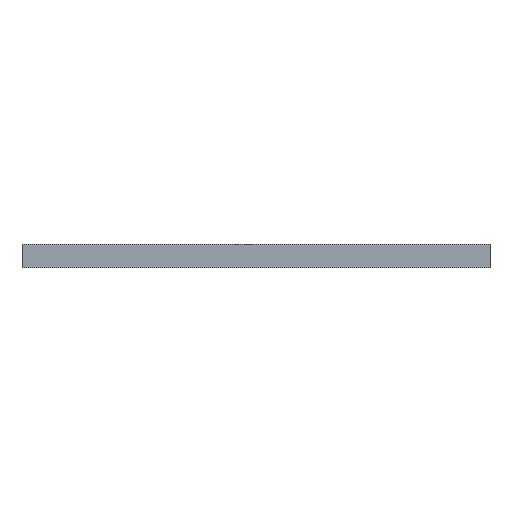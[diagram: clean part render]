
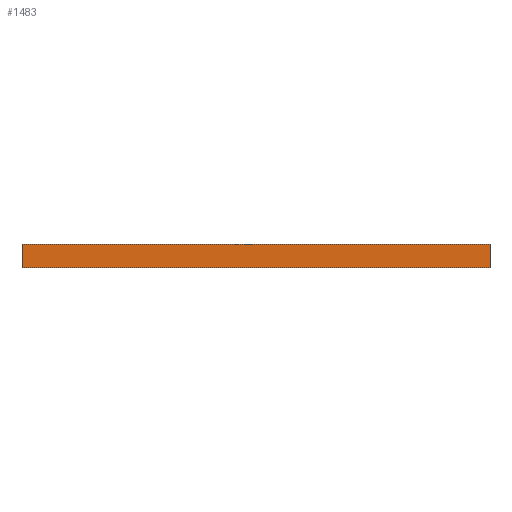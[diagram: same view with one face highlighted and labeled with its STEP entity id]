
A CAD part, front view. The second image highlights one B-rep face of the part: STEP entity #1483.
In plain terms, the highlighted planar face has unit normal (0, -1, 0).
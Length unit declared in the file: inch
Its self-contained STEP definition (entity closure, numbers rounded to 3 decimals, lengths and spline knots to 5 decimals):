
#185 = LINE ( 'NONE', #6191, #1427 ) ;
#204 = LINE ( 'NONE', #2762, #5690 ) ;
#436 = EDGE_LOOP ( 'NONE', ( #2079, #1822, #3608, #1617 ) ) ;
#453 = EDGE_CURVE ( 'NONE', #1497, #3109, #185, .T. ) ;
#798 = DIRECTION ( 'NONE',  ( 1., 0., 0. ) ) ;
#887 = CARTESIAN_POINT ( 'NONE',  ( -0.59055, -0.59055, -0.03937 ) ) ;
#1043 = CARTESIAN_POINT ( 'NONE',  ( 0.59055, -0.59055, -0.03937 ) ) ;
#1399 = DIRECTION ( 'NONE',  ( 1., 0., 0. ) ) ;
#1427 = VECTOR ( 'NONE', #3743, 39.37008 ) ;
#1483 = ADVANCED_FACE ( 'NONE', ( #4864 ), #2277, .T. ) ;
#1497 = VERTEX_POINT ( 'NONE', #6147 ) ;
#1563 = CARTESIAN_POINT ( 'NONE',  ( -0.59055, -0.59055, -0.03937 ) ) ;
#1617 = ORIENTED_EDGE ( 'NONE', *, *, #453, .F. ) ;
#1637 = AXIS2_PLACEMENT_3D ( 'NONE', #4201, #1794, #798 ) ;
#1794 = DIRECTION ( 'NONE',  ( 0., -1., 0. ) ) ;
#1822 = ORIENTED_EDGE ( 'NONE', *, *, #5791, .T. ) ;
#1843 = DIRECTION ( 'NONE',  ( 0., 0., 1. ) ) ;
#2079 = ORIENTED_EDGE ( 'NONE', *, *, #3352, .F. ) ;
#2277 = PLANE ( 'NONE',  #1637 ) ;
#2762 = CARTESIAN_POINT ( 'NONE',  ( 0.59055, -0.59055, 0. ) ) ;
#3109 = VERTEX_POINT ( 'NONE', #3594 ) ;
#3352 = EDGE_CURVE ( 'NONE', #3508, #1497, #5874, .T. ) ;
#3508 = VERTEX_POINT ( 'NONE', #1563 ) ;
#3594 = CARTESIAN_POINT ( 'NONE',  ( 0.59055, -0.59055, 0.01969 ) ) ;
#3608 = ORIENTED_EDGE ( 'NONE', *, *, #4274, .T. ) ;
#3677 = CARTESIAN_POINT ( 'NONE',  ( -0.59055, -0.59055, 0. ) ) ;
#3743 = DIRECTION ( 'NONE',  ( 1., 0., 0. ) ) ;
#4201 = CARTESIAN_POINT ( 'NONE',  ( -0.59055, -0.59055, 0. ) ) ;
#4274 = EDGE_CURVE ( 'NONE', #5374, #3109, #204, .T. ) ;
#4434 = VECTOR ( 'NONE', #1399, 39.37008 ) ;
#4618 = DIRECTION ( 'NONE',  ( 0., 0., 1. ) ) ;
#4864 = FACE_OUTER_BOUND ( 'NONE', #436, .T. ) ;
#5374 = VERTEX_POINT ( 'NONE', #1043 ) ;
#5419 = LINE ( 'NONE', #887, #4434 ) ;
#5690 = VECTOR ( 'NONE', #1843, 39.37008 ) ;
#5704 = VECTOR ( 'NONE', #4618, 39.37008 ) ;
#5791 = EDGE_CURVE ( 'NONE', #3508, #5374, #5419, .T. ) ;
#5874 = LINE ( 'NONE', #3677, #5704 ) ;
#6147 = CARTESIAN_POINT ( 'NONE',  ( -0.59055, -0.59055, 0.01969 ) ) ;
#6191 = CARTESIAN_POINT ( 'NONE',  ( -0.59055, -0.59055, 0.01969 ) ) ;
